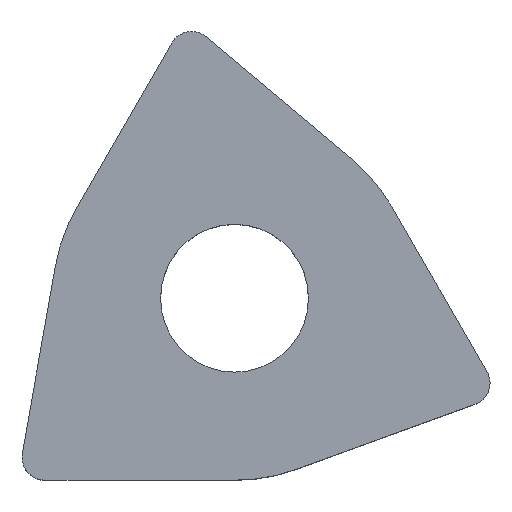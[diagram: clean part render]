
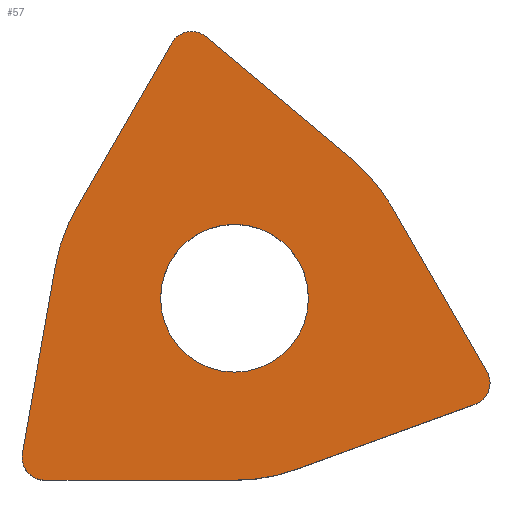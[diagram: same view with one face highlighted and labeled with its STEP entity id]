
A CAD part, top view. The second image highlights one B-rep face of the part: STEP entity #57.
In plain terms, the highlighted planar face has unit normal (0, 0, 1).
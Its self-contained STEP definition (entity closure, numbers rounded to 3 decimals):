
#57=ADVANCED_FACE('',(#81,#82),#73,.T.);
#73=PLANE('',#486);
#81=FACE_BOUND('',#85,.T.);
#82=FACE_BOUND('',#86,.T.);
#85=EDGE_LOOP('',(#103,#104,#105,#106,#107,#108,#109,#110,#111,#112,#113,
#114,#115,#116));
#86=EDGE_LOOP('',(#117,#118));
#103=ORIENTED_EDGE('',*,*,#227,.F.);
#104=ORIENTED_EDGE('',*,*,#228,.F.);
#105=ORIENTED_EDGE('',*,*,#229,.F.);
#106=ORIENTED_EDGE('',*,*,#230,.F.);
#107=ORIENTED_EDGE('',*,*,#231,.F.);
#108=ORIENTED_EDGE('',*,*,#232,.F.);
#109=ORIENTED_EDGE('',*,*,#233,.F.);
#110=ORIENTED_EDGE('',*,*,#234,.F.);
#111=ORIENTED_EDGE('',*,*,#235,.F.);
#112=ORIENTED_EDGE('',*,*,#236,.F.);
#113=ORIENTED_EDGE('',*,*,#237,.F.);
#114=ORIENTED_EDGE('',*,*,#238,.F.);
#115=ORIENTED_EDGE('',*,*,#239,.F.);
#116=ORIENTED_EDGE('',*,*,#240,.F.);
#117=ORIENTED_EDGE('',*,*,#241,.F.);
#118=ORIENTED_EDGE('',*,*,#242,.F.);
#195=VERTEX_POINT('',#661);
#196=VERTEX_POINT('',#662);
#197=VERTEX_POINT('',#664);
#198=VERTEX_POINT('',#666);
#199=VERTEX_POINT('',#668);
#200=VERTEX_POINT('',#670);
#201=VERTEX_POINT('',#672);
#202=VERTEX_POINT('',#674);
#203=VERTEX_POINT('',#676);
#204=VERTEX_POINT('',#678);
#205=VERTEX_POINT('',#680);
#206=VERTEX_POINT('',#682);
#207=VERTEX_POINT('',#684);
#208=VERTEX_POINT('',#686);
#209=VERTEX_POINT('',#689);
#210=VERTEX_POINT('',#690);
#227=EDGE_CURVE('',#195,#196,#283,.T.);
#228=EDGE_CURVE('',#197,#195,#357,.T.);
#229=EDGE_CURVE('',#198,#197,#284,.T.);
#230=EDGE_CURVE('',#199,#198,#358,.T.);
#231=EDGE_CURVE('',#200,#199,#285,.T.);
#232=EDGE_CURVE('',#201,#200,#286,.T.);
#233=EDGE_CURVE('',#202,#201,#359,.T.);
#234=EDGE_CURVE('',#203,#202,#287,.T.);
#235=EDGE_CURVE('',#204,#203,#360,.T.);
#236=EDGE_CURVE('',#205,#204,#288,.T.);
#237=EDGE_CURVE('',#206,#205,#289,.T.);
#238=EDGE_CURVE('',#207,#206,#361,.T.);
#239=EDGE_CURVE('',#208,#207,#290,.T.);
#240=EDGE_CURVE('',#196,#208,#362,.T.);
#241=EDGE_CURVE('',#209,#210,#291,.T.);
#242=EDGE_CURVE('',#210,#209,#292,.T.);
#283=CIRCLE('',#476,0.8);
#284=CIRCLE('',#477,6.35);
#285=CIRCLE('',#478,0.8);
#286=CIRCLE('',#479,0.8);
#287=CIRCLE('',#480,6.35);
#288=CIRCLE('',#481,0.8);
#289=CIRCLE('',#482,0.8);
#290=CIRCLE('',#483,6.35);
#291=CIRCLE('',#484,2.58);
#292=CIRCLE('',#485,2.58);
#357=LINE('',#663,#389);
#358=LINE('',#667,#390);
#359=LINE('',#673,#391);
#360=LINE('',#677,#392);
#361=LINE('',#683,#393);
#362=LINE('',#687,#394);
#389=VECTOR('',#544,1.);
#390=VECTOR('',#547,1.);
#391=VECTOR('',#552,1.);
#392=VECTOR('',#555,1.);
#393=VECTOR('',#560,1.);
#394=VECTOR('',#563,1.);
#476=AXIS2_PLACEMENT_3D('',#660,#542,#543);
#477=AXIS2_PLACEMENT_3D('',#665,#545,#546);
#478=AXIS2_PLACEMENT_3D('',#669,#548,#549);
#479=AXIS2_PLACEMENT_3D('',#671,#550,#551);
#480=AXIS2_PLACEMENT_3D('',#675,#553,#554);
#481=AXIS2_PLACEMENT_3D('',#679,#556,#557);
#482=AXIS2_PLACEMENT_3D('',#681,#558,#559);
#483=AXIS2_PLACEMENT_3D('',#685,#561,#562);
#484=AXIS2_PLACEMENT_3D('',#688,#564,#565);
#485=AXIS2_PLACEMENT_3D('',#691,#566,#567);
#486=AXIS2_PLACEMENT_3D('',#692,#568,#569);
#542=DIRECTION('',(0.,0.,-1.));
#543=DIRECTION('',(0.,-1.,0.));
#544=DIRECTION('',(-1.,0.,0.));
#545=DIRECTION('',(0.,0.,-1.));
#546=DIRECTION('',(0.342,-0.94,0.));
#547=DIRECTION('',(-0.94,-0.342,0.));
#548=DIRECTION('',(0.,0.,-1.));
#549=DIRECTION('',(0.643,-0.766,0.));
#550=DIRECTION('',(0.,0.,-1.));
#551=DIRECTION('',(0.866,0.5,0.));
#552=DIRECTION('',(0.5,-0.866,0.));
#553=DIRECTION('',(0.,0.,-1.));
#554=DIRECTION('',(0.643,0.766,0.));
#555=DIRECTION('',(0.766,-0.643,0.));
#556=DIRECTION('',(0.,0.,-1.));
#557=DIRECTION('',(-0.643,0.766,0.));
#558=DIRECTION('',(0.,0.,-1.));
#559=DIRECTION('',(-0.866,0.5,0.));
#560=DIRECTION('',(0.5,0.866,0.));
#561=DIRECTION('',(0.,0.,-1.));
#562=DIRECTION('',(-0.985,0.174,0.));
#563=DIRECTION('',(0.174,0.985,0.));
#564=DIRECTION('',(0.,0.,1.));
#565=DIRECTION('',(-0.766,-0.643,0.));
#566=DIRECTION('',(0.,0.,1.));
#567=DIRECTION('',(0.766,0.643,0.));
#568=DIRECTION('',(0.,0.,1.));
#569=DIRECTION('',(0.643,-0.766,0.));
#660=CARTESIAN_POINT('',(-6.614,-5.55,0.));
#661=CARTESIAN_POINT('',(-6.614,-6.35,0.));
#662=CARTESIAN_POINT('',(-7.402,-5.411,0.));
#663=CARTESIAN_POINT('',(0.,-6.35,0.));
#664=CARTESIAN_POINT('',(0.,-6.35,0.));
#665=CARTESIAN_POINT('',(0.,0.,0.));
#666=CARTESIAN_POINT('',(2.172,-5.967,0.));
#667=CARTESIAN_POINT('',(8.387,-3.705,0.));
#668=CARTESIAN_POINT('',(8.387,-3.705,0.));
#669=CARTESIAN_POINT('',(8.114,-2.953,0.));
#670=CARTESIAN_POINT('',(8.628,-3.566,0.));
#671=CARTESIAN_POINT('',(8.114,-2.953,0.));
#672=CARTESIAN_POINT('',(8.806,-2.553,0.));
#673=CARTESIAN_POINT('',(5.499,3.175,0.));
#674=CARTESIAN_POINT('',(5.499,3.175,0.));
#675=CARTESIAN_POINT('',(0.,0.,0.));
#676=CARTESIAN_POINT('',(4.082,4.864,0.));
#677=CARTESIAN_POINT('',(-0.985,9.116,0.));
#678=CARTESIAN_POINT('',(-0.985,9.116,0.));
#679=CARTESIAN_POINT('',(-1.499,8.503,0.));
#680=CARTESIAN_POINT('',(-2.014,9.116,0.));
#681=CARTESIAN_POINT('',(-1.499,8.503,0.));
#682=CARTESIAN_POINT('',(-2.192,8.903,0.));
#683=CARTESIAN_POINT('',(-5.499,3.175,0.));
#684=CARTESIAN_POINT('',(-5.499,3.175,0.));
#685=CARTESIAN_POINT('',(0.,0.,0.));
#686=CARTESIAN_POINT('',(-6.254,1.103,0.));
#687=CARTESIAN_POINT('',(-7.402,-5.411,0.));
#688=CARTESIAN_POINT('',(0.,0.,0.));
#689=CARTESIAN_POINT('',(-1.976,-1.658,0.));
#690=CARTESIAN_POINT('',(1.976,1.658,0.));
#691=CARTESIAN_POINT('',(0.,0.,0.));
#692=CARTESIAN_POINT('',(0.,0.,0.));
